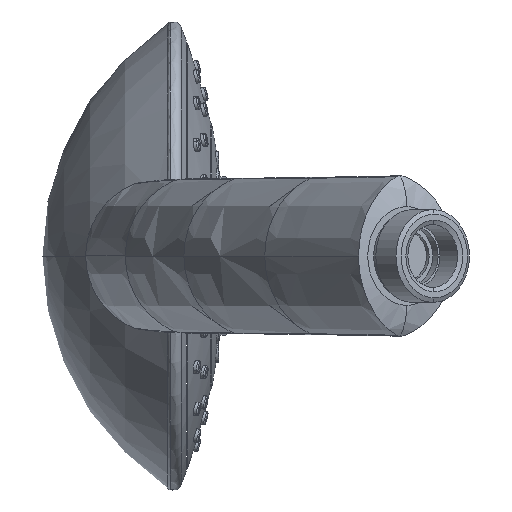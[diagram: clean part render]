
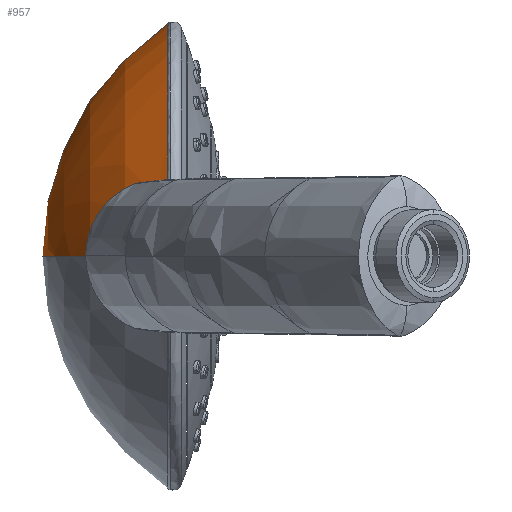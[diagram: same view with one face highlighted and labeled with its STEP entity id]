
A CAD part, left-side view. The second image highlights one B-rep face of the part: STEP entity #957.
In plain terms, the highlighted spherical face has radius 61.889 mm.
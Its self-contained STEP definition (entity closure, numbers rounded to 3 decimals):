
#17=CARTESIAN_POINT('',(-50.97,4.104,8.761));
#18=CARTESIAN_POINT('',(-50.718,4.341,9.311));
#19=CARTESIAN_POINT('',(-50.155,4.863,10.415));
#20=CARTESIAN_POINT('',(-49.131,5.782,12.067));
#21=CARTESIAN_POINT('',(-48.322,6.48,13.159));
#22=CARTESIAN_POINT('',(-47.885,6.848,13.7));
#24=CARTESIAN_POINT('',(-39.86,-37.158,0.));
#25=DIRECTION('',(-0.984,-0.179,0.));
#26=DIRECTION('',(-0.172,0.941,0.293));
#27=AXIS2_PLACEMENT_3D('',#24,#25,#26);
#29=CARTESIAN_POINT('',(0.,4.104,0.));
#30=DIRECTION('',(0.,1.,0.));
#31=DIRECTION('',(-0.986,0.,0.169));
#32=AXIS2_PLACEMENT_3D('',#29,#30,#31);
#797=CARTESIAN_POINT('',(0.,-29.889,0.));
#798=DIRECTION('',(0.,0.,1.));
#799=DIRECTION('',(0.836,0.549,0.));
#800=AXIS2_PLACEMENT_3D('',#797,#798,#799);
#802=CARTESIAN_POINT('',(0.,-29.889,0.));
#803=DIRECTION('',(0.,0.,-1.));
#804=DIRECTION('',(-0.78,0.626,0.));
#805=AXIS2_PLACEMENT_3D('',#802,#803,#804);
#899=CARTESIAN_POINT('',(51.718,4.104,0.));
#900=CARTESIAN_POINT('',(0.,32.,0.));
#901=VERTEX_POINT('',#899);
#902=VERTEX_POINT('',#900);
#903=VERTEX_POINT('',#17);
#904=VERTEX_POINT('',#22);
#905=CARTESIAN_POINT('',(-48.253,8.866,
0.));
#906=VERTEX_POINT('',#905);
#940=CARTESIAN_POINT('',(0.,-29.889,0.));
#941=DIRECTION('',(0.,-1.,0.));
#942=DIRECTION('',(-1.,0.,0.));
#943=AXIS2_PLACEMENT_3D('',#940,#941,#942);
#944=SPHERICAL_SURFACE('',#943,61.889);
#946=ORIENTED_EDGE('',*,*,#945,.T.);
#948=ORIENTED_EDGE('',*,*,#947,.T.);
#950=ORIENTED_EDGE('',*,*,#949,.T.);
#952=ORIENTED_EDGE('',*,*,#951,.F.);
#954=ORIENTED_EDGE('',*,*,#953,.F.);
#955=EDGE_LOOP('',(#946,#948,#950,#952,#954));
#956=FACE_OUTER_BOUND('',#955,.F.);
#957=ADVANCED_FACE('',(#956),#944,.T.);
#23=B_SPLINE_CURVE_WITH_KNOTS('',3,(#17,#18,#19,#20,#21,#22),.UNSPECIFIED.,.F.,
.F.,(4,1,1,4),(0.,0.333,0.667,1.),.UNSPECIFIED.);
#28=CIRCLE('',#27,46.782);
#33=CIRCLE('',#32,51.718);
#801=CIRCLE('',#800,61.889);
#806=CIRCLE('',#805,61.889);
#945=EDGE_CURVE('',#903,#904,#23,.T.);
#947=EDGE_CURVE('',#904,#906,#28,.T.);
#949=EDGE_CURVE('',#906,#902,#806,.T.);
#951=EDGE_CURVE('',#901,#902,#801,.T.);
#953=EDGE_CURVE('',#903,#901,#33,.T.);
